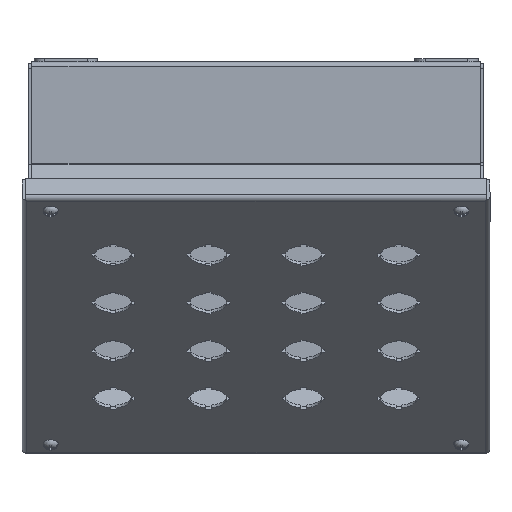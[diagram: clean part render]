
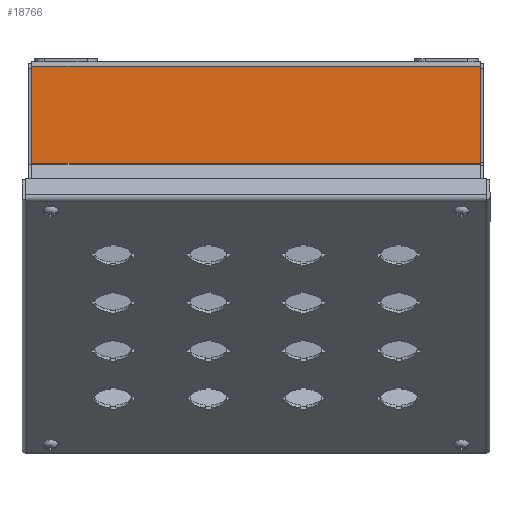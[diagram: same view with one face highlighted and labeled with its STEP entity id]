
A CAD part, top view. The second image highlights one B-rep face of the part: STEP entity #18766.
In plain terms, the highlighted planar face has unit normal (0, 0, 1).
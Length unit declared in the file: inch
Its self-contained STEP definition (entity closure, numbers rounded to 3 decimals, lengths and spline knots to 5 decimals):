
#87 = LINE ( 'NONE', #4832, #24133 ) ;
#1752 = CARTESIAN_POINT ( 'NONE',  ( 5.303, 3.60728, 5.3334 ) ) ;
#2442 = AXIS2_PLACEMENT_3D ( 'NONE', #8838, #3967, #8538 ) ;
#3967 = DIRECTION ( 'NONE',  ( 0., 0., -1. ) ) ;
#4692 = VERTEX_POINT ( 'NONE', #7737 ) ;
#4832 = CARTESIAN_POINT ( 'NONE',  ( -5.303, 1.31893, 5.3334 ) ) ;
#4982 = DIRECTION ( 'NONE',  ( -1., 0., 0. ) ) ;
#5194 = ORIENTED_EDGE ( 'NONE', *, *, #19140, .T. ) ;
#5811 = CARTESIAN_POINT ( 'NONE',  ( 5.303, -5.13719, 5.3334 ) ) ;
#7468 = DIRECTION ( 'NONE',  ( 1., 0., 0. ) ) ;
#7622 = CARTESIAN_POINT ( 'NONE',  ( -5.303, 3.60728, 5.3334 ) ) ;
#7737 = CARTESIAN_POINT ( 'NONE',  ( -5.303, 3.60728, 5.3334 ) ) ;
#8538 = DIRECTION ( 'NONE',  ( -1., 0., 0. ) ) ;
#8838 = CARTESIAN_POINT ( 'NONE',  ( -5.303, 3.71528, 5.3334 ) ) ;
#9864 = CARTESIAN_POINT ( 'NONE',  ( -5.303, 1.31893, 5.3334 ) ) ;
#10025 = VERTEX_POINT ( 'NONE', #9864 ) ;
#11934 = CARTESIAN_POINT ( 'NONE',  ( -5.303, -4.84722, 5.3334 ) ) ;
#12357 = EDGE_CURVE ( 'NONE', #14864, #10025, #87, .T. ) ;
#13587 = ORIENTED_EDGE ( 'NONE', *, *, #24600, .F. ) ;
#13972 = VERTEX_POINT ( 'NONE', #1752 ) ;
#14504 = DIRECTION ( 'NONE',  ( 0., 1., 0. ) ) ;
#14864 = VERTEX_POINT ( 'NONE', #26002 ) ;
#15081 = EDGE_LOOP ( 'NONE', ( #13587, #24601, #24506, #5194 ) ) ;
#15552 = PLANE ( 'NONE',  #2442 ) ;
#18766 = ADVANCED_FACE ( 'NONE', ( #22257 ), #15552, .F. ) ;
#19140 = EDGE_CURVE ( 'NONE', #14864, #13972, #23937, .T. ) ;
#19224 = VECTOR ( 'NONE', #21232, 39.37008 ) ;
#21232 = DIRECTION ( 'NONE',  ( 0., 1., 0. ) ) ;
#22257 = FACE_OUTER_BOUND ( 'NONE', #15081, .T. ) ;
#23393 = VECTOR ( 'NONE', #14504, 39.37008 ) ;
#23667 = LINE ( 'NONE', #11934, #19224 ) ;
#23937 = LINE ( 'NONE', #5811, #23393 ) ;
#24133 = VECTOR ( 'NONE', #4982, 39.37008 ) ;
#24252 = EDGE_CURVE ( 'NONE', #10025, #4692, #23667, .T. ) ;
#24506 = ORIENTED_EDGE ( 'NONE', *, *, #12357, .F. ) ;
#24600 = EDGE_CURVE ( 'NONE', #4692, #13972, #28483, .T. ) ;
#24601 = ORIENTED_EDGE ( 'NONE', *, *, #24252, .F. ) ;
#26002 = CARTESIAN_POINT ( 'NONE',  ( 5.303, 1.31893, 5.3334 ) ) ;
#26523 = VECTOR ( 'NONE', #7468, 39.37008 ) ;
#28483 = LINE ( 'NONE', #7622, #26523 ) ;
